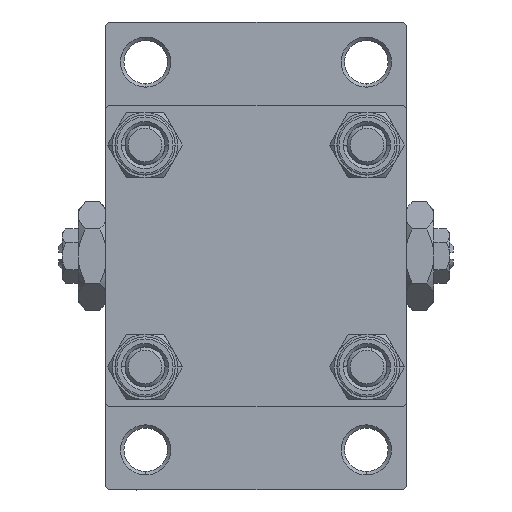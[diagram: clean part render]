
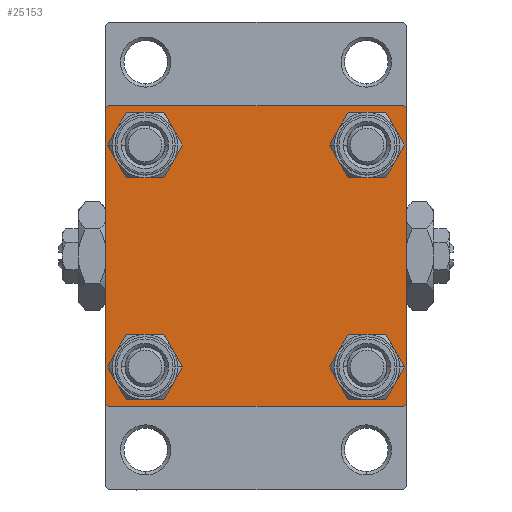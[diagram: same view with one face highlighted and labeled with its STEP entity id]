
A CAD part, left-side view. The second image highlights one B-rep face of the part: STEP entity #25153.
In plain terms, the highlighted planar face has unit normal (-1, 0, 0).
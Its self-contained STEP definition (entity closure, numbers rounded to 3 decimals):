
#744 = FACE_BOUND ( 'NONE', #24634, .T. ) ;
#1102 = VECTOR ( 'NONE', #22116, 1000. ) ;
#1106 = CARTESIAN_POINT ( 'NONE',  ( 0., -22., 22.5 ) ) ;
#1665 = CARTESIAN_POINT ( 'NONE',  ( 0., 16.6, 16.6 ) ) ;
#1677 = VERTEX_POINT ( 'NONE', #40699 ) ;
#1682 = CARTESIAN_POINT ( 'NONE',  ( 0., -16.6, -20.1 ) ) ;
#1814 = CIRCLE ( 'NONE', #30972, 3.5 ) ;
#1816 = DIRECTION ( 'NONE',  ( 0., 0.707, -0.707 ) ) ;
#1840 = DIRECTION ( 'NONE',  ( 1., 0., 0. ) ) ;
#1853 = EDGE_CURVE ( 'NONE', #14722, #20658, #12749, .T. ) ;
#2238 = CARTESIAN_POINT ( 'NONE',  ( 0., -16.6, -16.6 ) ) ;
#2460 = CARTESIAN_POINT ( 'NONE',  ( 0., 16.6, -16.6 ) ) ;
#3620 = ORIENTED_EDGE ( 'NONE', *, *, #45833, .T. ) ;
#3749 = LINE ( 'NONE', #44503, #46487 ) ;
#4397 = CIRCLE ( 'NONE', #10693, 3.5 ) ;
#4657 = DIRECTION ( 'NONE',  ( 1., 0., 0. ) ) ;
#4836 = ORIENTED_EDGE ( 'NONE', *, *, #19574, .T. ) ;
#4857 = EDGE_CURVE ( 'NONE', #33486, #38414, #28628, .T. ) ;
#4918 = VERTEX_POINT ( 'NONE', #35474 ) ;
#5037 = VECTOR ( 'NONE', #36981, 1000. ) ;
#5085 = CARTESIAN_POINT ( 'NONE',  ( 0., -22.5, 22. ) ) ;
#5125 = LINE ( 'NONE', #20191, #15269 ) ;
#6025 = CARTESIAN_POINT ( 'NONE',  ( 0., 16.6, -16.6 ) ) ;
#6948 = DIRECTION ( 'NONE',  ( 0., 0., 1. ) ) ;
#7095 = LINE ( 'NONE', #10303, #5037 ) ;
#7320 = ORIENTED_EDGE ( 'NONE', *, *, #4857, .T. ) ;
#8318 = DIRECTION ( 'NONE',  ( 1., 0., 0. ) ) ;
#8354 = EDGE_CURVE ( 'NONE', #4918, #41923, #43243, .T. ) ;
#8960 = CIRCLE ( 'NONE', #43666, 3.5 ) ;
#9039 = CARTESIAN_POINT ( 'NONE',  ( 0., 22.25, -22.25 ) ) ;
#9489 = EDGE_LOOP ( 'NONE', ( #40612, #9738 ) ) ;
#9654 = CARTESIAN_POINT ( 'NONE',  ( 0., -22., -22.5 ) ) ;
#9738 = ORIENTED_EDGE ( 'NONE', *, *, #33343, .T. ) ;
#10303 = CARTESIAN_POINT ( 'NONE',  ( 0., -22.5, 22.5 ) ) ;
#10650 = DIRECTION ( 'NONE',  ( 1., 0., 0. ) ) ;
#10693 = AXIS2_PLACEMENT_3D ( 'NONE', #41535, #10650, #6948 ) ;
#12083 = CARTESIAN_POINT ( 'NONE',  ( 0., 0., 0. ) ) ;
#12275 = DIRECTION ( 'NONE',  ( 0., -0.707, 0.707 ) ) ;
#12331 = FACE_OUTER_BOUND ( 'NONE', #21823, .T. ) ;
#12749 = LINE ( 'NONE', #9039, #34838 ) ;
#13024 = DIRECTION ( 'NONE',  ( 0., 0., 1. ) ) ;
#13100 = DIRECTION ( 'NONE',  ( 0., 0., 1. ) ) ;
#13105 = CARTESIAN_POINT ( 'NONE',  ( 0., 22.5, 22.5 ) ) ;
#13217 = CARTESIAN_POINT ( 'NONE',  ( 0., 16.6, -20.1 ) ) ;
#14722 = VERTEX_POINT ( 'NONE', #28758 ) ;
#15269 = VECTOR ( 'NONE', #30579, 1000. ) ;
#15496 = CARTESIAN_POINT ( 'NONE',  ( 0., -16.6, -13.1 ) ) ;
#15790 = FACE_BOUND ( 'NONE', #43409, .T. ) ;
#15956 = CARTESIAN_POINT ( 'NONE',  ( 0., 16.6, 20.1 ) ) ;
#17282 = DIRECTION ( 'NONE',  ( 0., -1., 0. ) ) ;
#17501 = EDGE_CURVE ( 'NONE', #48144, #29606, #36539, .T. ) ;
#17522 = DIRECTION ( 'NONE',  ( 1., 0., 0. ) ) ;
#17968 = EDGE_CURVE ( 'NONE', #22911, #1677, #7095, .T. ) ;
#18110 = ORIENTED_EDGE ( 'NONE', *, *, #19008, .T. ) ;
#18635 = AXIS2_PLACEMENT_3D ( 'NONE', #12083, #27155, #31583 ) ;
#19008 = EDGE_CURVE ( 'NONE', #44498, #14722, #44589, .T. ) ;
#19574 = EDGE_CURVE ( 'NONE', #34656, #1677, #19935, .T. ) ;
#19935 = LINE ( 'NONE', #31057, #23235 ) ;
#20045 = EDGE_LOOP ( 'NONE', ( #38433, #30687 ) ) ;
#20191 = CARTESIAN_POINT ( 'NONE',  ( 0., -22.25, 22.25 ) ) ;
#20581 = LINE ( 'NONE', #35638, #31806 ) ;
#20658 = VERTEX_POINT ( 'NONE', #29134 ) ;
#20692 = AXIS2_PLACEMENT_3D ( 'NONE', #45901, #4657, #41231 ) ;
#20935 = VERTEX_POINT ( 'NONE', #13217 ) ;
#21823 = EDGE_LOOP ( 'NONE', ( #18110, #42786, #31201, #4836, #41735, #3620, #39572, #48008 ) ) ;
#22116 = DIRECTION ( 'NONE',  ( 0., 0., -1. ) ) ;
#22500 = EDGE_CURVE ( 'NONE', #43379, #32331, #4397, .T. ) ;
#22911 = VERTEX_POINT ( 'NONE', #5085 ) ;
#23235 = VECTOR ( 'NONE', #12275, 1000. ) ;
#24291 = AXIS2_PLACEMENT_3D ( 'NONE', #1665, #27851, #13024 ) ;
#24634 = EDGE_LOOP ( 'NONE', ( #7320, #42870 ) ) ;
#25034 = DIRECTION ( 'NONE',  ( 0., 0., 1. ) ) ;
#25153 = ADVANCED_FACE ( 'NONE', ( #744, #15790, #45923, #27644, #12331 ), #39250, .T. ) ;
#25558 = DIRECTION ( 'NONE',  ( 0., 0., 1. ) ) ;
#25733 = DIRECTION ( 'NONE',  ( 0., -1., 0. ) ) ;
#26907 = CARTESIAN_POINT ( 'NONE',  ( 0., -16.6, 20.1 ) ) ;
#27155 = DIRECTION ( 'NONE',  ( -1., 0., 0. ) ) ;
#27644 = FACE_BOUND ( 'NONE', #20045, .T. ) ;
#27851 = DIRECTION ( 'NONE',  ( 1., 0., 0. ) ) ;
#28628 = CIRCLE ( 'NONE', #45167, 3.5 ) ;
#28758 = CARTESIAN_POINT ( 'NONE',  ( 0., 22.5, -22. ) ) ;
#29077 = CARTESIAN_POINT ( 'NONE',  ( 0., 16.6, 13.1 ) ) ;
#29134 = CARTESIAN_POINT ( 'NONE',  ( 0., 22., -22.5 ) ) ;
#29606 = VERTEX_POINT ( 'NONE', #15496 ) ;
#30351 = CARTESIAN_POINT ( 'NONE',  ( 0., 16.6, -13.1 ) ) ;
#30579 = DIRECTION ( 'NONE',  ( 0., 0.707, 0.707 ) ) ;
#30687 = ORIENTED_EDGE ( 'NONE', *, *, #31401, .T. ) ;
#30972 = AXIS2_PLACEMENT_3D ( 'NONE', #48030, #48269, #25558 ) ;
#31057 = CARTESIAN_POINT ( 'NONE',  ( 0., -22.25, -22.25 ) ) ;
#31201 = ORIENTED_EDGE ( 'NONE', *, *, #35749, .T. ) ;
#31294 = CARTESIAN_POINT ( 'NONE',  ( 0., -16.6, 16.6 ) ) ;
#31401 = EDGE_CURVE ( 'NONE', #32331, #43379, #47927, .T. ) ;
#31516 = CARTESIAN_POINT ( 'NONE',  ( 0., 22.5, 22. ) ) ;
#31583 = DIRECTION ( 'NONE',  ( 0., 0., 1. ) ) ;
#31630 = DIRECTION ( 'NONE',  ( 1., 0., 0. ) ) ;
#31806 = VECTOR ( 'NONE', #1816, 1000. ) ;
#32331 = VERTEX_POINT ( 'NONE', #29077 ) ;
#33343 = EDGE_CURVE ( 'NONE', #20935, #36222, #38559, .T. ) ;
#33486 = VERTEX_POINT ( 'NONE', #26907 ) ;
#34264 = DIRECTION ( 'NONE',  ( 0., 0., 1. ) ) ;
#34656 = VERTEX_POINT ( 'NONE', #9654 ) ;
#34838 = VECTOR ( 'NONE', #42413, 1000. ) ;
#35375 = AXIS2_PLACEMENT_3D ( 'NONE', #6025, #1840, #25034 ) ;
#35474 = CARTESIAN_POINT ( 'NONE',  ( 0., 22., 22.5 ) ) ;
#35638 = CARTESIAN_POINT ( 'NONE',  ( 0., 22.25, 22.25 ) ) ;
#35667 = CIRCLE ( 'NONE', #20692, 3.5 ) ;
#35749 = EDGE_CURVE ( 'NONE', #20658, #34656, #3749, .T. ) ;
#36222 = VERTEX_POINT ( 'NONE', #30351 ) ;
#36539 = CIRCLE ( 'NONE', #39686, 3.5 ) ;
#36981 = DIRECTION ( 'NONE',  ( 0., 0., -1. ) ) ;
#37393 = ORIENTED_EDGE ( 'NONE', *, *, #17501, .T. ) ;
#38414 = VERTEX_POINT ( 'NONE', #39402 ) ;
#38433 = ORIENTED_EDGE ( 'NONE', *, *, #22500, .T. ) ;
#38513 = ORIENTED_EDGE ( 'NONE', *, *, #39151, .T. ) ;
#38559 = CIRCLE ( 'NONE', #35375, 3.5 ) ;
#39151 = EDGE_CURVE ( 'NONE', #29606, #48144, #35667, .T. ) ;
#39250 = PLANE ( 'NONE',  #18635 ) ;
#39402 = CARTESIAN_POINT ( 'NONE',  ( 0., -16.6, 13.1 ) ) ;
#39572 = ORIENTED_EDGE ( 'NONE', *, *, #8354, .F. ) ;
#39686 = AXIS2_PLACEMENT_3D ( 'NONE', #2238, #31630, #47420 ) ;
#40612 = ORIENTED_EDGE ( 'NONE', *, *, #42842, .T. ) ;
#40699 = CARTESIAN_POINT ( 'NONE',  ( 0., -22.5, -22. ) ) ;
#40887 = EDGE_CURVE ( 'NONE', #38414, #33486, #1814, .T. ) ;
#40890 = CARTESIAN_POINT ( 'NONE',  ( 0., 22.5, 22.5 ) ) ;
#41231 = DIRECTION ( 'NONE',  ( 0., 0., 1. ) ) ;
#41535 = CARTESIAN_POINT ( 'NONE',  ( 0., 16.6, 16.6 ) ) ;
#41735 = ORIENTED_EDGE ( 'NONE', *, *, #17968, .F. ) ;
#41923 = VERTEX_POINT ( 'NONE', #1106 ) ;
#42413 = DIRECTION ( 'NONE',  ( 0., -0.707, -0.707 ) ) ;
#42786 = ORIENTED_EDGE ( 'NONE', *, *, #1853, .T. ) ;
#42842 = EDGE_CURVE ( 'NONE', #36222, #20935, #8960, .T. ) ;
#42870 = ORIENTED_EDGE ( 'NONE', *, *, #40887, .T. ) ;
#43243 = LINE ( 'NONE', #13105, #47519 ) ;
#43379 = VERTEX_POINT ( 'NONE', #15956 ) ;
#43409 = EDGE_LOOP ( 'NONE', ( #38513, #37393 ) ) ;
#43666 = AXIS2_PLACEMENT_3D ( 'NONE', #2460, #17522, #13100 ) ;
#44498 = VERTEX_POINT ( 'NONE', #31516 ) ;
#44503 = CARTESIAN_POINT ( 'NONE',  ( 0., 22.5, -22.5 ) ) ;
#44589 = LINE ( 'NONE', #40890, #1102 ) ;
#44998 = EDGE_CURVE ( 'NONE', #4918, #44498, #20581, .T. ) ;
#45167 = AXIS2_PLACEMENT_3D ( 'NONE', #31294, #8318, #34264 ) ;
#45833 = EDGE_CURVE ( 'NONE', #22911, #41923, #5125, .T. ) ;
#45901 = CARTESIAN_POINT ( 'NONE',  ( 0., -16.6, -16.6 ) ) ;
#45923 = FACE_BOUND ( 'NONE', #9489, .T. ) ;
#46487 = VECTOR ( 'NONE', #25733, 1000. ) ;
#47420 = DIRECTION ( 'NONE',  ( 0., 0., 1. ) ) ;
#47519 = VECTOR ( 'NONE', #17282, 1000. ) ;
#47927 = CIRCLE ( 'NONE', #24291, 3.5 ) ;
#48008 = ORIENTED_EDGE ( 'NONE', *, *, #44998, .T. ) ;
#48030 = CARTESIAN_POINT ( 'NONE',  ( 0., -16.6, 16.6 ) ) ;
#48144 = VERTEX_POINT ( 'NONE', #1682 ) ;
#48269 = DIRECTION ( 'NONE',  ( 1., 0., 0. ) ) ;
